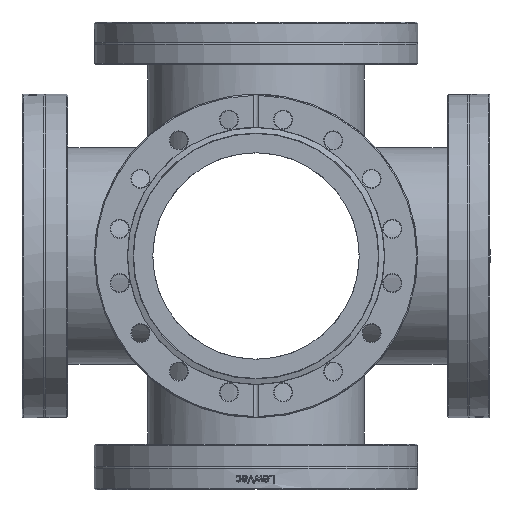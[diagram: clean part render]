
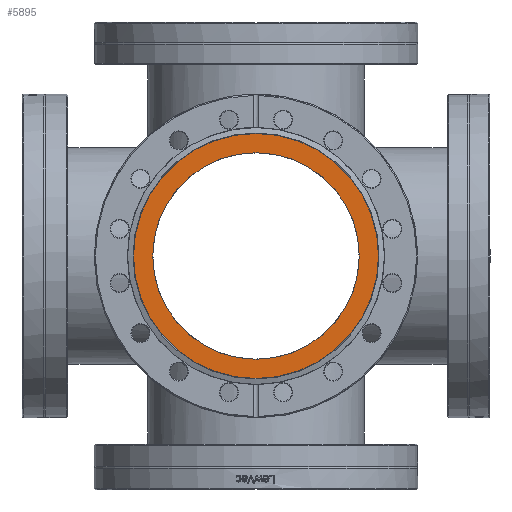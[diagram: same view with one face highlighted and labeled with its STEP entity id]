
A CAD part, front view. The second image highlights one B-rep face of the part: STEP entity #5895.
In plain terms, the highlighted face is planar.
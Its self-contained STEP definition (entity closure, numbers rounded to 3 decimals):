
#530=FACE_BOUND('',#1251,.T.);
#611=PLANE('',#6416);
#879=FACE_OUTER_BOUND('',#1250,.T.);
#1250=EDGE_LOOP('',(#4742,#4743));
#1251=EDGE_LOOP('',(#4744,#4745));
#2244=CIRCLE('',#6414,57.432);
#2245=CIRCLE('',#6415,57.432);
#2246=CIRCLE('',#6417,48.4);
#2247=CIRCLE('',#6418,48.4);
#2672=VERTEX_POINT('',#21876);
#2673=VERTEX_POINT('',#21878);
#2674=VERTEX_POINT('',#21882);
#2675=VERTEX_POINT('',#21883);
#3412=EDGE_CURVE('',#2673,#2672,#2244,.T.);
#3413=EDGE_CURVE('',#2672,#2673,#2245,.T.);
#3414=EDGE_CURVE('',#2674,#2675,#2246,.T.);
#3415=EDGE_CURVE('',#2675,#2674,#2247,.T.);
#4742=ORIENTED_EDGE('',*,*,#3412,.T.);
#4743=ORIENTED_EDGE('',*,*,#3413,.T.);
#4744=ORIENTED_EDGE('',*,*,#3414,.F.);
#4745=ORIENTED_EDGE('',*,*,#3415,.F.);
#5895=ADVANCED_FACE('',(#879,#530),#611,.T.);
#6414=AXIS2_PLACEMENT_3D('',#21879,#7345,#7346);
#6415=AXIS2_PLACEMENT_3D('',#21880,#7347,#7348);
#6416=AXIS2_PLACEMENT_3D('',#21881,#7349,#7350);
#6417=AXIS2_PLACEMENT_3D('',#21884,#7351,#7352);
#6418=AXIS2_PLACEMENT_3D('',#21885,#7353,#7354);
#7345=DIRECTION('center_axis',(-1.,0.,0.));
#7346=DIRECTION('ref_axis',(0.,0.,1.));
#7347=DIRECTION('center_axis',(-1.,0.,0.));
#7348=DIRECTION('ref_axis',(0.,0.,1.));
#7349=DIRECTION('center_axis',(-1.,0.,0.));
#7350=DIRECTION('ref_axis',(0.,0.,1.));
#7351=DIRECTION('center_axis',(-1.,0.,0.));
#7352=DIRECTION('ref_axis',(0.,0.,1.));
#7353=DIRECTION('center_axis',(-1.,0.,0.));
#7354=DIRECTION('ref_axis',(0.,0.,1.));
#21876=CARTESIAN_POINT('',(-13.,0.,-57.432));
#21878=CARTESIAN_POINT('',(-13.,0.,57.432));
#21879=CARTESIAN_POINT('Origin',(-13.,0.,0.));
#21880=CARTESIAN_POINT('Origin',(-13.,0.,0.));
#21881=CARTESIAN_POINT('Origin',(-13.,0.,48.4));
#21882=CARTESIAN_POINT('',(-13.,0.,48.4));
#21883=CARTESIAN_POINT('',(-13.,0.,-48.4));
#21884=CARTESIAN_POINT('Origin',(-13.,0.,0.));
#21885=CARTESIAN_POINT('Origin',(-13.,0.,0.));
